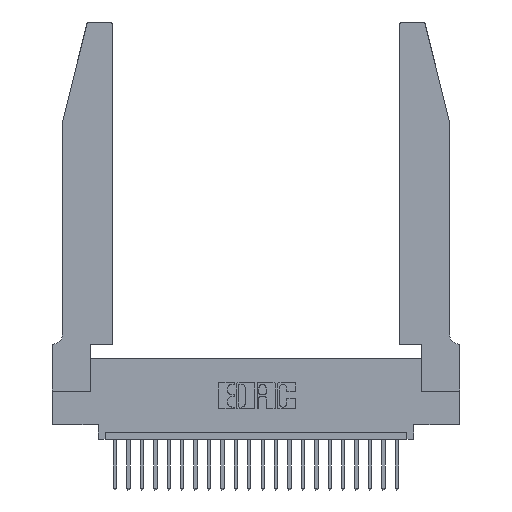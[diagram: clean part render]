
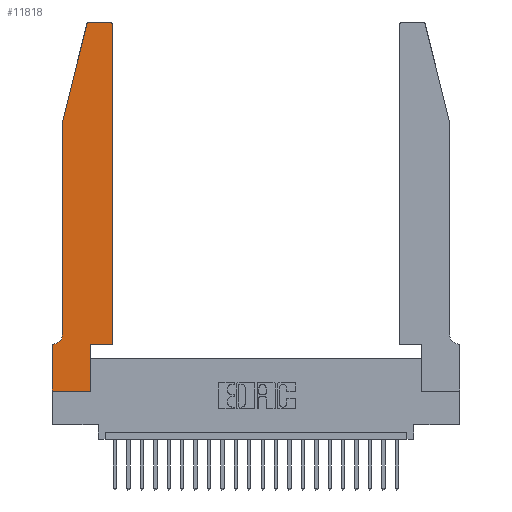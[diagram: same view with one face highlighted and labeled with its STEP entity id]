
A CAD part, top view. The second image highlights one B-rep face of the part: STEP entity #11818.
In plain terms, the highlighted planar face has unit normal (0, 0, 1).
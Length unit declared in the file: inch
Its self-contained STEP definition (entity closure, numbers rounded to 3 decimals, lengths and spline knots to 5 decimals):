
#540 = PLANE ( 'NONE',  #9914 ) ;
#674 = CIRCLE ( 'NONE', #1419, 0.03 ) ;
#721 = CARTESIAN_POINT ( 'NONE',  ( 0., 0., 0.37 ) ) ;
#790 = CARTESIAN_POINT ( 'NONE',  ( 0.2865, 0., 0.37 ) ) ;
#807 = CARTESIAN_POINT ( 'NONE',  ( 0.0755, 2., 0.37 ) ) ;
#1054 = LINE ( 'NONE', #1748, #10446 ) ;
#1364 = CIRCLE ( 'NONE', #16056, 0.03 ) ;
#1419 = AXIS2_PLACEMENT_3D ( 'NONE', #22020, #3265, #10807 ) ;
#1748 = CARTESIAN_POINT ( 'NONE',  ( 0.0755, 2., 0.37 ) ) ;
#2519 = VECTOR ( 'NONE', #21526, 39.37008 ) ;
#2902 = CARTESIAN_POINT ( 'NONE',  ( 0., 0., 0.37 ) ) ;
#3265 = DIRECTION ( 'NONE',  ( 0., 0., 1. ) ) ;
#3442 = LINE ( 'NONE', #5366, #22697 ) ;
#3466 = CARTESIAN_POINT ( 'NONE',  ( 0.0055, 0.35, 0.37 ) ) ;
#3809 = VECTOR ( 'NONE', #19840, 39.37008 ) ;
#3926 = CARTESIAN_POINT ( 'NONE',  ( 0., 0., 0.37 ) ) ;
#3973 = CARTESIAN_POINT ( 'NONE',  ( 0.4505, 0.35, 0.37 ) ) ;
#4005 = DIRECTION ( 'NONE',  ( 0., 0., -1. ) ) ;
#4082 = CARTESIAN_POINT ( 'NONE',  ( 0.0755, 0.42, 0.37 ) ) ;
#4224 = VERTEX_POINT ( 'NONE', #23133 ) ;
#4266 = DIRECTION ( 'NONE',  ( -0.239, -0.971, 0. ) ) ;
#4572 = LINE ( 'NONE', #721, #2519 ) ;
#4715 = EDGE_CURVE ( 'NONE', #4224, #17027, #17390, .T. ) ;
#5048 = DIRECTION ( 'NONE',  ( -1., 0., 0. ) ) ;
#5366 = CARTESIAN_POINT ( 'NONE',  ( 0.2605, 2.75, 0.37 ) ) ;
#5475 = VECTOR ( 'NONE', #16593, 39.37008 ) ;
#5501 = EDGE_LOOP ( 'NONE', ( #20370, #20314, #13141, #13404, #23233, #23896, #15918, #21255, #17296, #19269, #20119, #14369 ) ) ;
#5914 = DIRECTION ( 'NONE',  ( 1., 0., 0. ) ) ;
#6082 = EDGE_CURVE ( 'NONE', #8842, #17088, #1364, .T. ) ;
#7043 = LINE ( 'NONE', #2902, #3809 ) ;
#7294 = EDGE_CURVE ( 'NONE', #15436, #23127, #9573, .T. ) ;
#7760 = VERTEX_POINT ( 'NONE', #4082 ) ;
#8842 = VERTEX_POINT ( 'NONE', #11339 ) ;
#9133 = CARTESIAN_POINT ( 'NONE',  ( 0.25487, 2.72718, 0.37 ) ) ;
#9226 = VERTEX_POINT ( 'NONE', #790 ) ;
#9550 = VERTEX_POINT ( 'NONE', #16468 ) ;
#9573 = LINE ( 'NONE', #21848, #18873 ) ;
#9914 = AXIS2_PLACEMENT_3D ( 'NONE', #19294, #11923, #12002 ) ;
#10446 = VECTOR ( 'NONE', #18312, 39.37008 ) ;
#10618 = CARTESIAN_POINT ( 'NONE',  ( 0., 0.35, 0.37 ) ) ;
#10787 = VERTEX_POINT ( 'NONE', #17581 ) ;
#10807 = DIRECTION ( 'NONE',  ( 1., 0., 0. ) ) ;
#10866 = CARTESIAN_POINT ( 'NONE',  ( 0.4505, 2.72, 0.37 ) ) ;
#10873 = EDGE_CURVE ( 'NONE', #23127, #16146, #7043, .T. ) ;
#11245 = DIRECTION ( 'NONE',  ( 0., 0., 1. ) ) ;
#11339 = CARTESIAN_POINT ( 'NONE',  ( 0.284, 2.75, 0.37 ) ) ;
#11411 = EDGE_CURVE ( 'NONE', #9550, #4224, #17729, .T. ) ;
#11442 = AXIS2_PLACEMENT_3D ( 'NONE', #21031, #4005, #18998 ) ;
#11818 = ADVANCED_FACE ( 'NONE', ( #21202 ), #540, .T. ) ;
#11923 = DIRECTION ( 'NONE',  ( 0., 0., 1. ) ) ;
#12002 = DIRECTION ( 'NONE',  ( 1., 0., 0. ) ) ;
#12110 = EDGE_CURVE ( 'NONE', #16146, #9226, #4572, .T. ) ;
#12439 = VECTOR ( 'NONE', #14807, 39.37008 ) ;
#12762 = LINE ( 'NONE', #807, #14476 ) ;
#12775 = CARTESIAN_POINT ( 'NONE',  ( 0.4505, 0.35, 0.37 ) ) ;
#13141 = ORIENTED_EDGE ( 'NONE', *, *, #20380, .T. ) ;
#13155 = VECTOR ( 'NONE', #21542, 39.37008 ) ;
#13353 = EDGE_CURVE ( 'NONE', #17027, #10787, #674, .T. ) ;
#13404 = ORIENTED_EDGE ( 'NONE', *, *, #19525, .T. ) ;
#14042 = CARTESIAN_POINT ( 'NONE',  ( 0.2865, 0.35, 0.37 ) ) ;
#14100 = DIRECTION ( 'NONE',  ( -1., 0., 0. ) ) ;
#14369 = ORIENTED_EDGE ( 'NONE', *, *, #13353, .T. ) ;
#14476 = VECTOR ( 'NONE', #4266, 39.37008 ) ;
#14807 = DIRECTION ( 'NONE',  ( 0., 1., 0. ) ) ;
#15436 = VERTEX_POINT ( 'NONE', #3466 ) ;
#15918 = ORIENTED_EDGE ( 'NONE', *, *, #10873, .T. ) ;
#16056 = AXIS2_PLACEMENT_3D ( 'NONE', #22525, #11245, #5914 ) ;
#16146 = VERTEX_POINT ( 'NONE', #3926 ) ;
#16468 = CARTESIAN_POINT ( 'NONE',  ( 0.2865, 0.35, 0.37 ) ) ;
#16552 = EDGE_CURVE ( 'NONE', #7760, #15436, #22168, .T. ) ;
#16593 = DIRECTION ( 'NONE',  ( 1., 0., 0. ) ) ;
#17027 = VERTEX_POINT ( 'NONE', #10866 ) ;
#17088 = VERTEX_POINT ( 'NONE', #9133 ) ;
#17296 = ORIENTED_EDGE ( 'NONE', *, *, #24175, .T. ) ;
#17390 = LINE ( 'NONE', #3973, #12439 ) ;
#17482 = CARTESIAN_POINT ( 'NONE',  ( 0.0755, 2., 0.37 ) ) ;
#17581 = CARTESIAN_POINT ( 'NONE',  ( 0.4205, 2.75, 0.37 ) ) ;
#17729 = LINE ( 'NONE', #12775, #5475 ) ;
#18312 = DIRECTION ( 'NONE',  ( 0., -1., 0. ) ) ;
#18686 = EDGE_CURVE ( 'NONE', #10787, #8842, #3442, .T. ) ;
#18873 = VECTOR ( 'NONE', #14100, 39.37008 ) ;
#18998 = DIRECTION ( 'NONE',  ( -1., 0., 0. ) ) ;
#19269 = ORIENTED_EDGE ( 'NONE', *, *, #11411, .T. ) ;
#19294 = CARTESIAN_POINT ( 'NONE',  ( 0., 0.35, 0.37 ) ) ;
#19525 = EDGE_CURVE ( 'NONE', #22467, #7760, #1054, .T. ) ;
#19840 = DIRECTION ( 'NONE',  ( 0., -1., 0. ) ) ;
#20119 = ORIENTED_EDGE ( 'NONE', *, *, #4715, .T. ) ;
#20314 = ORIENTED_EDGE ( 'NONE', *, *, #6082, .T. ) ;
#20370 = ORIENTED_EDGE ( 'NONE', *, *, #18686, .T. ) ;
#20380 = EDGE_CURVE ( 'NONE', #17088, #22467, #12762, .T. ) ;
#21031 = CARTESIAN_POINT ( 'NONE',  ( 0.0055, 0.42, 0.37 ) ) ;
#21202 = FACE_OUTER_BOUND ( 'NONE', #5501, .T. ) ;
#21255 = ORIENTED_EDGE ( 'NONE', *, *, #12110, .T. ) ;
#21526 = DIRECTION ( 'NONE',  ( 1., 0., 0. ) ) ;
#21542 = DIRECTION ( 'NONE',  ( 0., 1., 0. ) ) ;
#21848 = CARTESIAN_POINT ( 'NONE',  ( 0.0755, 0.35, 0.37 ) ) ;
#22020 = CARTESIAN_POINT ( 'NONE',  ( 0.4205, 2.72, 0.37 ) ) ;
#22168 = CIRCLE ( 'NONE', #11442, 0.07 ) ;
#22467 = VERTEX_POINT ( 'NONE', #17482 ) ;
#22525 = CARTESIAN_POINT ( 'NONE',  ( 0.284, 2.72, 0.37 ) ) ;
#22697 = VECTOR ( 'NONE', #5048, 39.37008 ) ;
#23024 = LINE ( 'NONE', #14042, #13155 ) ;
#23127 = VERTEX_POINT ( 'NONE', #10618 ) ;
#23133 = CARTESIAN_POINT ( 'NONE',  ( 0.4505, 0.35, 0.37 ) ) ;
#23233 = ORIENTED_EDGE ( 'NONE', *, *, #16552, .T. ) ;
#23896 = ORIENTED_EDGE ( 'NONE', *, *, #7294, .T. ) ;
#24175 = EDGE_CURVE ( 'NONE', #9226, #9550, #23024, .T. ) ;
